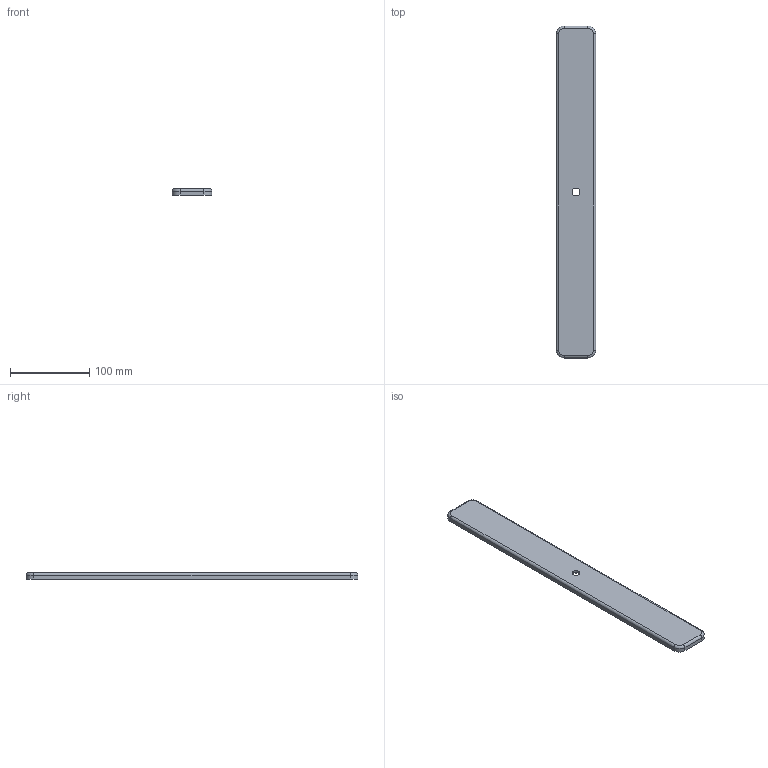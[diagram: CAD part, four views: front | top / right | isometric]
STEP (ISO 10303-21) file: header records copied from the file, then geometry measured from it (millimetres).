
FILE_DESCRIPTION(/* description */ (''),/* implementation_level */ '2;1');
FILE_NAME(/* name */ 'Barre Galva v1.step',/* time_stamp */ '2022-02-16T14:45:25+01:00',/* author */ (''),/* organization */ (''),/* preprocessor_version */ 'ST-DEVELOPER v18.1',/* originating_system */ 'Autodesk Translation Framework v10.10.0.1391',/* authorisation */ '');
FILE_SCHEMA (('AUTOMOTIVE_DESIGN { 1 0 10303 214 3 1 1 }'));
Length unit declared in the file: millimetre
Products named in the file (1): Barre Galva
Bounding box: 50 x 420 x 8 mm (x, y, z)
Volume: 164261.3 mm3; surface area: 48051.1 mm2
Topology: 1 solids, 1 shells, 20 faces, 45 edges, 27 vertices
Faces by surface type: cylinder 9, plane 6, torus 4, cone 1
Full cylindrical faces by diameter (mm): 10 x1
Entity records: 597 total; most frequent: DIRECTION 110, CARTESIAN_POINT 93, ORIENTED_EDGE 90, EDGE_CURVE 45, AXIS2_PLACEMENT_3D 44, VERTEX_POINT 27, CIRCLE 23, EDGE_LOOP 22
